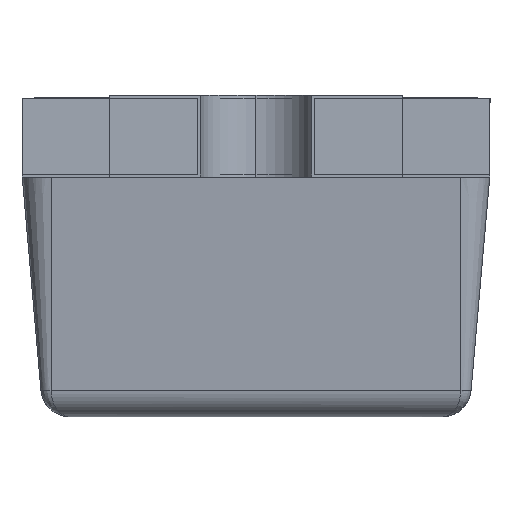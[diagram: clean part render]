
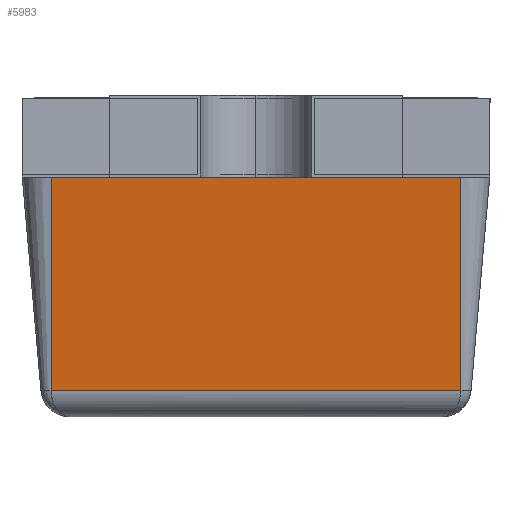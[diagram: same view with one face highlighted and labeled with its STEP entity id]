
A CAD part, left-side view. The second image highlights one B-rep face of the part: STEP entity #5983.
In plain terms, the highlighted planar face has unit normal (-0.996, 0, -0.087).
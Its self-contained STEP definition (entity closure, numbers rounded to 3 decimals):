
#114 = CARTESIAN_POINT ( 'NONE',  ( -0.745, -0.7, -0.26 ) ) ;
#205 = CARTESIAN_POINT ( 'NONE',  ( -0.68, -0.7, -0.999 ) ) ;
#368 = VECTOR ( 'NONE', #3090, 1000. ) ;
#569 = ORIENTED_EDGE ( 'NONE', *, *, #934, .F. ) ;
#662 = VERTEX_POINT ( 'NONE', #4642 ) ;
#759 = CARTESIAN_POINT ( 'NONE',  ( -0.745, 0.7, -0.26 ) ) ;
#799 = VERTEX_POINT ( 'NONE', #2279 ) ;
#934 = EDGE_CURVE ( 'NONE', #799, #662, #6523, .T. ) ;
#1042 = CARTESIAN_POINT ( 'NONE',  ( -0.68, -0.7, -0.999 ) ) ;
#1856 = LINE ( 'NONE', #205, #7293 ) ;
#2200 = VECTOR ( 'NONE', #4197, 1000. ) ;
#2264 = AXIS2_PLACEMENT_3D ( 'NONE', #2769, #2732, #2697 ) ;
#2279 = CARTESIAN_POINT ( 'NONE',  ( -0.68, 0.7, -0.999 ) ) ;
#2498 = DIRECTION ( 'NONE',  ( 0., -1., 0. ) ) ;
#2697 = DIRECTION ( 'NONE',  ( 0.087, 0., -0.996 ) ) ;
#2732 = DIRECTION ( 'NONE',  ( -0.996, 0., -0.087 ) ) ;
#2769 = CARTESIAN_POINT ( 'NONE',  ( -0.745, -0.7, -0.26 ) ) ;
#3090 = DIRECTION ( 'NONE',  ( -0.087, 0., 0.996 ) ) ;
#3128 = EDGE_CURVE ( 'NONE', #6286, #662, #4614, .T. ) ;
#3414 = ORIENTED_EDGE ( 'NONE', *, *, #5555, .T. ) ;
#4197 = DIRECTION ( 'NONE',  ( -0.087, 0., 0.996 ) ) ;
#4280 = ORIENTED_EDGE ( 'NONE', *, *, #3128, .T. ) ;
#4566 = VECTOR ( 'NONE', #5824, 1000. ) ;
#4614 = LINE ( 'NONE', #5778, #4566 ) ;
#4642 = CARTESIAN_POINT ( 'NONE',  ( -0.745, 0.7, -0.26 ) ) ;
#4690 = EDGE_CURVE ( 'NONE', #799, #6692, #1856, .T. ) ;
#5238 = EDGE_LOOP ( 'NONE', ( #569, #5632, #3414, #4280 ) ) ;
#5555 = EDGE_CURVE ( 'NONE', #6692, #6286, #7070, .T. ) ;
#5632 = ORIENTED_EDGE ( 'NONE', *, *, #4690, .T. ) ;
#5778 = CARTESIAN_POINT ( 'NONE',  ( -0.745, -0.7, -0.26 ) ) ;
#5824 = DIRECTION ( 'NONE',  ( 0., 1., 0. ) ) ;
#5983 = ADVANCED_FACE ( 'NONE', ( #6116 ), #7222, .T. ) ;
#6116 = FACE_OUTER_BOUND ( 'NONE', #5238, .T. ) ;
#6286 = VERTEX_POINT ( 'NONE', #114 ) ;
#6523 = LINE ( 'NONE', #759, #368 ) ;
#6572 = CARTESIAN_POINT ( 'NONE',  ( -0.745, -0.7, -0.26 ) ) ;
#6692 = VERTEX_POINT ( 'NONE', #1042 ) ;
#7070 = LINE ( 'NONE', #6572, #2200 ) ;
#7222 = PLANE ( 'NONE',  #2264 ) ;
#7293 = VECTOR ( 'NONE', #2498, 1000. ) ;
